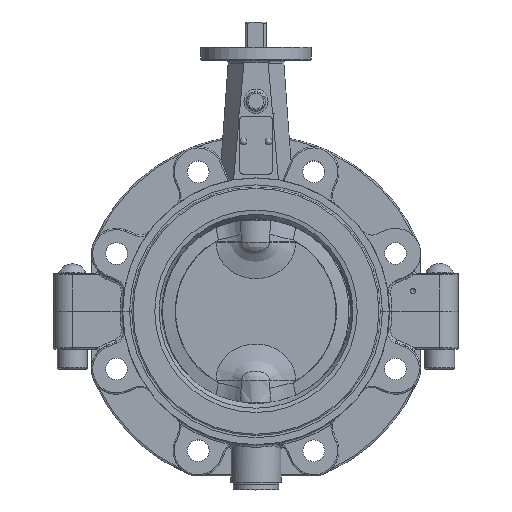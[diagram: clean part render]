
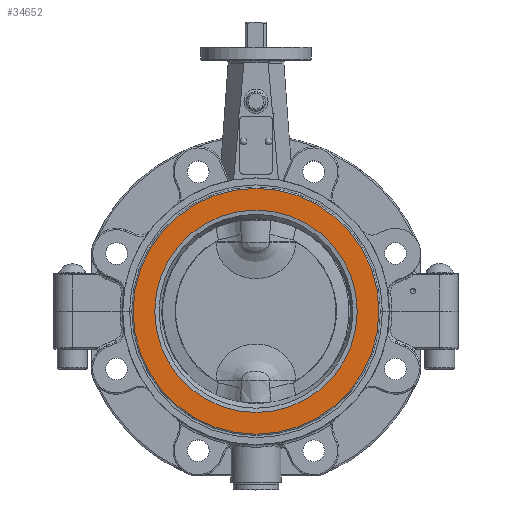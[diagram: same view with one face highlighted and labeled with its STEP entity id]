
A CAD part, top view. The second image highlights one B-rep face of the part: STEP entity #34652.
In plain terms, the highlighted face is planar.
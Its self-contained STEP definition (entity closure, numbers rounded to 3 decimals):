
#34601=CARTESIAN_POINT('',(-97.75,28.,0.));
#34602=VERTEX_POINT('',#34601);
#34603=CARTESIAN_POINT('',(0.,28.,0.0));
#34604=DIRECTION('',(0.0,-1.0,0.0));
#34605=DIRECTION('',(1.0,0.0,0.0));
#34606=AXIS2_PLACEMENT_3D('',#34603,#34604,#34605);
#34607=CIRCLE('',#34606,97.75);
#34608=EDGE_CURVE('',#34602,#34602,#34607,.T.);
#34633=CARTESIAN_POINT('',(-89.625,28.,0.0));
#34634=DIRECTION('',(0.0,1.0,0.0));
#34635=DIRECTION('',(0.0,0.0,1.0));
#34636=AXIS2_PLACEMENT_3D('',#34633,#34634,#34635);
#34637=PLANE('',#34636);
#34638=ORIENTED_EDGE('',*,*,#34608,.F.);
#34639=EDGE_LOOP('',(#34638));
#34640=FACE_OUTER_BOUND('',#34639,.T.);
#34641=CARTESIAN_POINT('',(-80.5,28.0,0.0));
#34642=VERTEX_POINT('',#34641);
#34643=CARTESIAN_POINT('',(0.,28.,0.0));
#34644=DIRECTION('',(0.0,1.0,0.0));
#34645=DIRECTION('',(-1.0,0.0,0.0));
#34646=AXIS2_PLACEMENT_3D('',#34643,#34644,#34645);
#34647=CIRCLE('',#34646,80.5);
#34648=EDGE_CURVE('',#34642,#34642,#34647,.T.);
#34649=ORIENTED_EDGE('',*,*,#34648,.F.);
#34650=EDGE_LOOP('',(#34649));
#34651=FACE_BOUND('',#34650,.T.);
#34652=ADVANCED_FACE('',(#34640,#34651),#34637,.T.);
